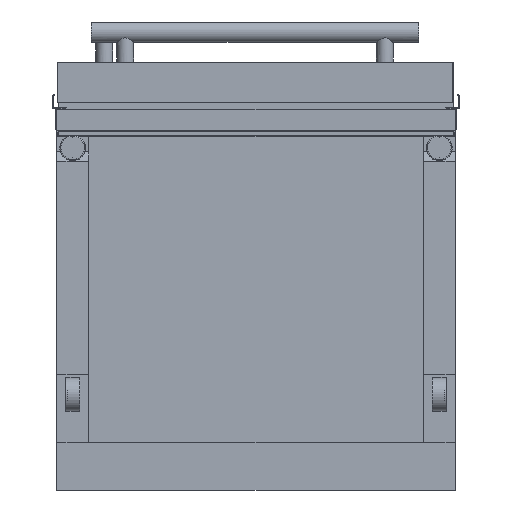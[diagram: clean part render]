
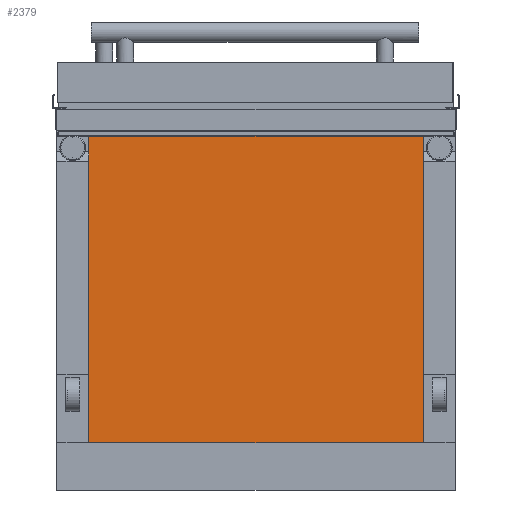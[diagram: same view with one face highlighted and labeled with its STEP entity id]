
A CAD part, front view. The second image highlights one B-rep face of the part: STEP entity #2379.
In plain terms, the highlighted planar face has unit normal (0, -1, 0).
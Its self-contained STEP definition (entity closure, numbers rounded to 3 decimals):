
#213 = DIRECTION ( 'NONE',  ( -1., 0., 0. ) ) ;
#746 = CARTESIAN_POINT ( 'NONE',  ( -246., -928.35, 240. ) ) ;
#756 = ORIENTED_EDGE ( 'NONE', *, *, #14396, .T. ) ;
#1308 = CARTESIAN_POINT ( 'NONE',  ( 246., -928.35, -210.4 ) ) ;
#1413 = DIRECTION ( 'NONE',  ( -1., 0., 0. ) ) ;
#1603 = AXIS2_PLACEMENT_3D ( 'NONE', #12319, #6498, #15194 ) ;
#2138 = LINE ( 'NONE', #14421, #11240 ) ;
#2379 = ADVANCED_FACE ( 'NONE', ( #8690 ), #16722, .F. ) ;
#2897 = CARTESIAN_POINT ( 'NONE',  ( -246., -928.35, -280. ) ) ;
#4372 = LINE ( 'NONE', #16450, #7767 ) ;
#4488 = VECTOR ( 'NONE', #213, 1000. ) ;
#5447 = ORIENTED_EDGE ( 'NONE', *, *, #8173, .F. ) ;
#5624 = EDGE_CURVE ( 'NONE', #9682, #7466, #12804, .T. ) ;
#6498 = DIRECTION ( 'NONE',  ( 0., 1., 0. ) ) ;
#6541 = CARTESIAN_POINT ( 'NONE',  ( 246., -928.35, 240. ) ) ;
#7466 = VERTEX_POINT ( 'NONE', #746 ) ;
#7470 = CARTESIAN_POINT ( 'NONE',  ( -246., -928.35, 240. ) ) ;
#7731 = EDGE_LOOP ( 'NONE', ( #10334, #756, #18002, #5447 ) ) ;
#7767 = VECTOR ( 'NONE', #10716, 1000. ) ;
#8173 = EDGE_CURVE ( 'NONE', #15902, #9682, #2138, .T. ) ;
#8428 = VERTEX_POINT ( 'NONE', #6541 ) ;
#8690 = FACE_OUTER_BOUND ( 'NONE', #7731, .T. ) ;
#9227 = EDGE_CURVE ( 'NONE', #15902, #8428, #4372, .T. ) ;
#9682 = VERTEX_POINT ( 'NONE', #15259 ) ;
#10334 = ORIENTED_EDGE ( 'NONE', *, *, #9227, .T. ) ;
#10716 = DIRECTION ( 'NONE',  ( 0., 0., 1. ) ) ;
#11240 = VECTOR ( 'NONE', #1413, 1000. ) ;
#11523 = DIRECTION ( 'NONE',  ( 0., 0., 1. ) ) ;
#12319 = CARTESIAN_POINT ( 'NONE',  ( -246., -928.35, -280. ) ) ;
#12804 = LINE ( 'NONE', #2897, #14381 ) ;
#14381 = VECTOR ( 'NONE', #11523, 1000. ) ;
#14396 = EDGE_CURVE ( 'NONE', #8428, #7466, #18585, .T. ) ;
#14421 = CARTESIAN_POINT ( 'NONE',  ( -293., -928.35, -210.4 ) ) ;
#15194 = DIRECTION ( 'NONE',  ( 0., 0., 1. ) ) ;
#15259 = CARTESIAN_POINT ( 'NONE',  ( -246., -928.35, -210.4 ) ) ;
#15902 = VERTEX_POINT ( 'NONE', #1308 ) ;
#16450 = CARTESIAN_POINT ( 'NONE',  ( 246., -928.35, -280. ) ) ;
#16722 = PLANE ( 'NONE',  #1603 ) ;
#18002 = ORIENTED_EDGE ( 'NONE', *, *, #5624, .F. ) ;
#18585 = LINE ( 'NONE', #7470, #4488 ) ;
